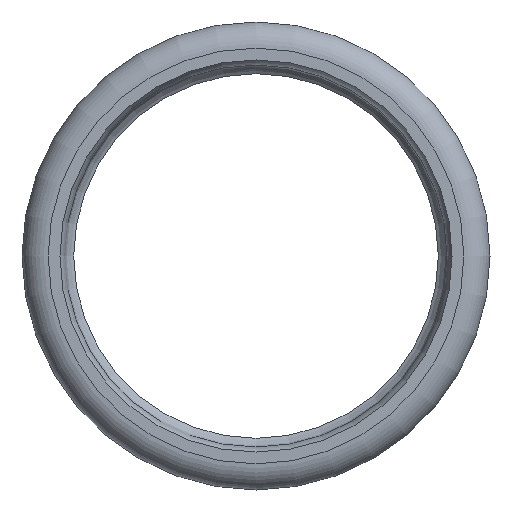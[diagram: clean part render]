
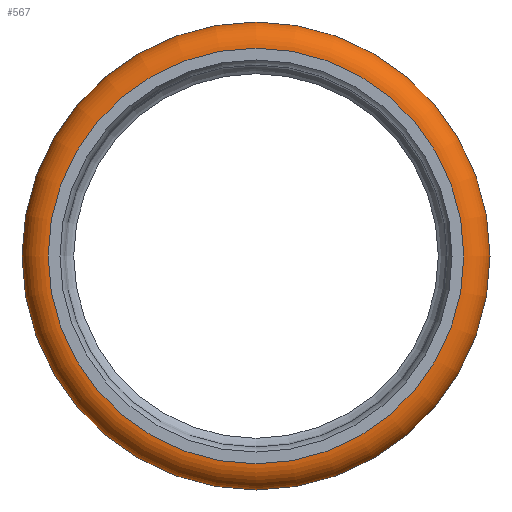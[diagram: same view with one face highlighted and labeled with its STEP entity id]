
A CAD part, left-side view. The second image highlights one B-rep face of the part: STEP entity #567.
In plain terms, the highlighted toroidal (fillet/blend) face has major radius 48.4 mm and minor radius 6.1 mm.
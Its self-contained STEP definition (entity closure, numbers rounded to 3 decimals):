
#60=TOROIDAL_SURFACE('',#662,48.4,6.1);
#77=FACE_OUTER_BOUND('',#103,.T.);
#103=EDGE_LOOP('',(#455,#456,#457,#458,#459,#460));
#134=CIRCLE('',#618,53.857);
#135=CIRCLE('',#619,53.857);
#170=CIRCLE('',#663,48.4);
#171=CIRCLE('',#664,6.1);
#172=CIRCLE('',#665,48.4);
#214=VERTEX_POINT('',#1019);
#215=VERTEX_POINT('',#1020);
#245=VERTEX_POINT('',#1099);
#246=VERTEX_POINT('',#1100);
#287=EDGE_CURVE('',#214,#215,#134,.T.);
#288=EDGE_CURVE('',#215,#214,#135,.T.);
#327=EDGE_CURVE('',#245,#246,#170,.T.);
#328=EDGE_CURVE('',#246,#214,#171,.T.);
#329=EDGE_CURVE('',#246,#245,#172,.T.);
#455=ORIENTED_EDGE('',*,*,#327,.T.);
#456=ORIENTED_EDGE('',*,*,#328,.T.);
#457=ORIENTED_EDGE('',*,*,#287,.T.);
#458=ORIENTED_EDGE('',*,*,#288,.T.);
#459=ORIENTED_EDGE('',*,*,#328,.F.);
#460=ORIENTED_EDGE('',*,*,#329,.T.);
#567=ADVANCED_FACE('',(#77),#60,.T.);
#618=AXIS2_PLACEMENT_3D('',#1021,#744,#745);
#619=AXIS2_PLACEMENT_3D('',#1022,#746,#747);
#662=AXIS2_PLACEMENT_3D('',#1098,#836,#837);
#663=AXIS2_PLACEMENT_3D('',#1101,#838,#839);
#664=AXIS2_PLACEMENT_3D('',#1102,#840,#841);
#665=AXIS2_PLACEMENT_3D('',#1103,#842,#843);
#744=DIRECTION('center_axis',(-1.,0.,0.));
#745=DIRECTION('ref_axis',(0.,0.,1.));
#746=DIRECTION('center_axis',(-1.,0.,0.));
#747=DIRECTION('ref_axis',(0.,0.,1.));
#836=DIRECTION('center_axis',(-1.,0.,0.));
#837=DIRECTION('ref_axis',(0.,0.,-1.));
#838=DIRECTION('center_axis',(1.,0.,0.));
#839=DIRECTION('ref_axis',(0.,1.,0.));
#840=DIRECTION('center_axis',(0.,1.,0.));
#841=DIRECTION('ref_axis',(0.,0.,1.));
#842=DIRECTION('center_axis',(1.,0.,0.));
#843=DIRECTION('ref_axis',(0.,1.,0.));
#1019=CARTESIAN_POINT('',(-156.674,0.,53.857));
#1020=CARTESIAN_POINT('',(-156.674,0.,-53.857));
#1021=CARTESIAN_POINT('Origin',(-156.674,0.,0.));
#1022=CARTESIAN_POINT('Origin',(-156.674,0.,0.));
#1098=CARTESIAN_POINT('Origin',(-159.4,0.,0.));
#1099=CARTESIAN_POINT('',(-165.5,48.4,0.));
#1100=CARTESIAN_POINT('',(-165.5,0.,48.4));
#1101=CARTESIAN_POINT('Origin',(-165.5,0.,0.));
#1102=CARTESIAN_POINT('Origin',(-159.4,0.,48.4));
#1103=CARTESIAN_POINT('Origin',(-165.5,0.,0.));
